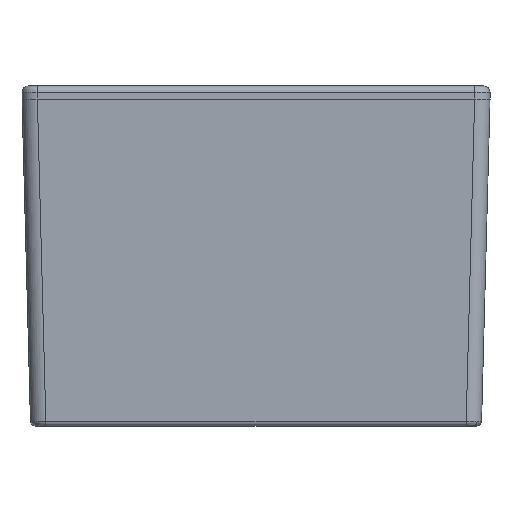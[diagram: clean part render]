
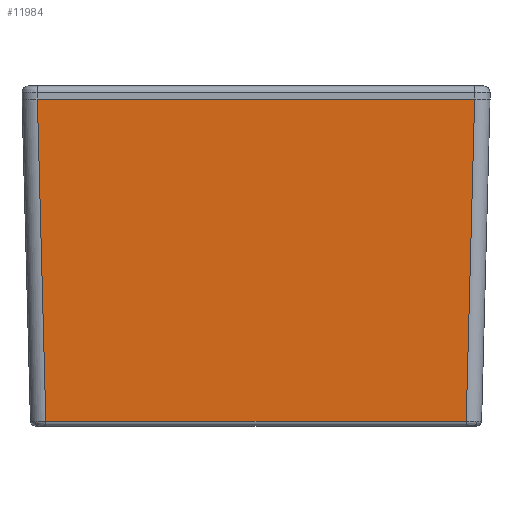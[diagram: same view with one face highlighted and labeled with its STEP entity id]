
A CAD part, left-side view. The second image highlights one B-rep face of the part: STEP entity #11984.
In plain terms, the highlighted planar face has unit normal (-1, 0, -0.026).
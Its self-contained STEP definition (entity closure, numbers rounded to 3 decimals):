
#447 = CARTESIAN_POINT ( 'NONE',  ( -108.367, -65.569, -100.539 ) ) ;
#673 = EDGE_CURVE ( 'NONE', #1149, #11262, #2038, .T. ) ;
#868 = EDGE_CURVE ( 'NONE', #3213, #1149, #11079, .T. ) ;
#1078 = CARTESIAN_POINT ( 'NONE',  ( -111., 68.202, 0. ) ) ;
#1149 = VERTEX_POINT ( 'NONE', #4694 ) ;
#1398 = CARTESIAN_POINT ( 'NONE',  ( -110.907, 68.108, -3.568 ) ) ;
#1598 = CARTESIAN_POINT ( 'NONE',  ( -108.367, -68.236, -100.539 ) ) ;
#1622 = PLANE ( 'NONE',  #8213 ) ;
#2038 = LINE ( 'NONE', #5759, #13034 ) ;
#2704 = DIRECTION ( 'NONE',  ( -1., 0., -0.026 ) ) ;
#2760 = VERTEX_POINT ( 'NONE', #4800 ) ;
#2952 = ORIENTED_EDGE ( 'NONE', *, *, #3558, .T. ) ;
#3213 = VERTEX_POINT ( 'NONE', #447 ) ;
#3558 = EDGE_CURVE ( 'NONE', #11262, #2760, #9089, .T. ) ;
#4694 = CARTESIAN_POINT ( 'NONE',  ( -111., -68.202, 0. ) ) ;
#4771 = CARTESIAN_POINT ( 'NONE',  ( -111., -68.202, 0.001 ) ) ;
#4800 = CARTESIAN_POINT ( 'NONE',  ( -108.367, 65.569, -100.539 ) ) ;
#4842 = VECTOR ( 'NONE', #5835, 1000. ) ;
#5548 = DIRECTION ( 'NONE',  ( 0.026, -0.026, -0.999 ) ) ;
#5617 = VECTOR ( 'NONE', #5824, 1000. ) ;
#5652 = EDGE_LOOP ( 'NONE', ( #2952, #5846, #6337, #8212 ) ) ;
#5759 = CARTESIAN_POINT ( 'NONE',  ( -111., -68.236, 0. ) ) ;
#5824 = DIRECTION ( 'NONE',  ( -0.026, -0.026, 0.999 ) ) ;
#5835 = DIRECTION ( 'NONE',  ( 0., -1., 0. ) ) ;
#5846 = ORIENTED_EDGE ( 'NONE', *, *, #8621, .T. ) ;
#6337 = ORIENTED_EDGE ( 'NONE', *, *, #868, .T. ) ;
#6349 = VECTOR ( 'NONE', #5548, 1000. ) ;
#8212 = ORIENTED_EDGE ( 'NONE', *, *, #673, .T. ) ;
#8213 = AXIS2_PLACEMENT_3D ( 'NONE', #8919, #2704, #9946 ) ;
#8621 = EDGE_CURVE ( 'NONE', #2760, #3213, #10006, .T. ) ;
#8919 = CARTESIAN_POINT ( 'NONE',  ( -111., -68.236, 0. ) ) ;
#9089 = LINE ( 'NONE', #1398, #6349 ) ;
#9946 = DIRECTION ( 'NONE',  ( -0.026, 0., 1. ) ) ;
#10006 = LINE ( 'NONE', #1598, #4842 ) ;
#11079 = LINE ( 'NONE', #4771, #5617 ) ;
#11262 = VERTEX_POINT ( 'NONE', #1078 ) ;
#11904 = DIRECTION ( 'NONE',  ( 0., 1., 0. ) ) ;
#11984 = ADVANCED_FACE ( 'NONE', ( #12704 ), #1622, .T. ) ;
#12704 = FACE_OUTER_BOUND ( 'NONE', #5652, .T. ) ;
#13034 = VECTOR ( 'NONE', #11904, 1000. ) ;
